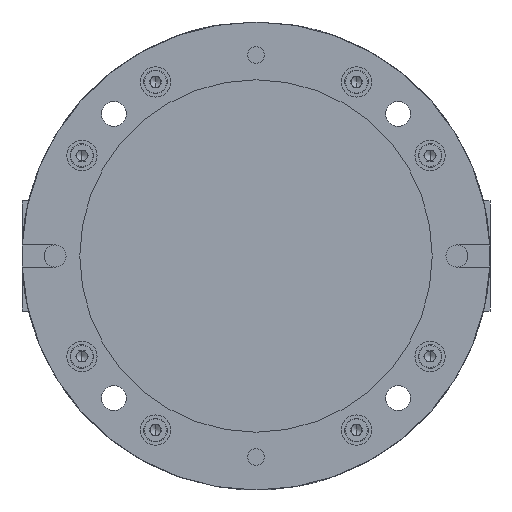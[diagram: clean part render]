
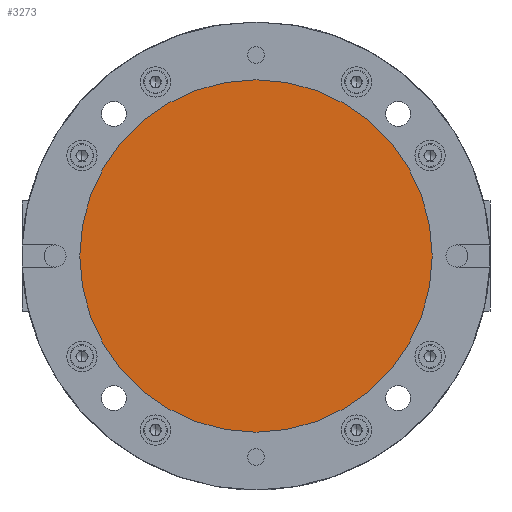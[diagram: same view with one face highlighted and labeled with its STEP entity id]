
A CAD part, front view. The second image highlights one B-rep face of the part: STEP entity #3273.
In plain terms, the highlighted planar face has unit normal (0, -1, 0).
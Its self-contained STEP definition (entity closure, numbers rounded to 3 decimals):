
#329 = CARTESIAN_POINT ( 'NONE',  ( 0., 0., 0. ) ) ;
#331 = PLANE ( 'NONE',  #19377 ) ;
#334 = DIRECTION ( 'NONE',  ( 0., 1., 0. ) ) ;
#336 = DIRECTION ( 'NONE',  ( 0., 0., 1. ) ) ;
#1195 = CIRCLE ( 'NONE', #12409, 64. ) ;
#1589 = CARTESIAN_POINT ( 'NONE',  ( 0., 0., 64. ) ) ;
#1590 = CARTESIAN_POINT ( 'NONE',  ( 0., 0., -64. ) ) ;
#3273 = ADVANCED_FACE ( 'NONE', ( #14412 ), #331, .F. ) ;
#3505 = EDGE_LOOP ( 'NONE', ( #15416, #15417 ) ) ;
#4102 = CARTESIAN_POINT ( 'NONE',  ( 0., 0., 0. ) ) ;
#4110 = DIRECTION ( 'NONE',  ( 0., 1., 0. ) ) ;
#4112 = DIRECTION ( 'NONE',  ( 0., 0., 1. ) ) ;
#5962 = CIRCLE ( 'NONE', #17979, 64. ) ;
#8375 = CARTESIAN_POINT ( 'NONE',  ( 0., 0., 0. ) ) ;
#8383 = DIRECTION ( 'NONE',  ( 0., 1., 0. ) ) ;
#8384 = DIRECTION ( 'NONE',  ( 0., 0., 1. ) ) ;
#10875 = VERTEX_POINT ( 'NONE', #1589 ) ;
#10876 = VERTEX_POINT ( 'NONE', #1590 ) ;
#12409 = AXIS2_PLACEMENT_3D ( 'NONE', #8375, #8383, #8384 ) ;
#12420 = EDGE_CURVE ( 'NONE', #10875, #10876, #5962, .T. ) ;
#14155 = EDGE_CURVE ( 'NONE', #10876, #10875, #1195, .T. ) ;
#14412 = FACE_OUTER_BOUND ( 'NONE', #3505, .T. ) ;
#15416 = ORIENTED_EDGE ( 'NONE', *, *, #14155, .F. ) ;
#15417 = ORIENTED_EDGE ( 'NONE', *, *, #12420, .F. ) ;
#17979 = AXIS2_PLACEMENT_3D ( 'NONE', #4102, #4110, #4112 ) ;
#19377 = AXIS2_PLACEMENT_3D ( 'NONE', #329, #334, #336 ) ;
